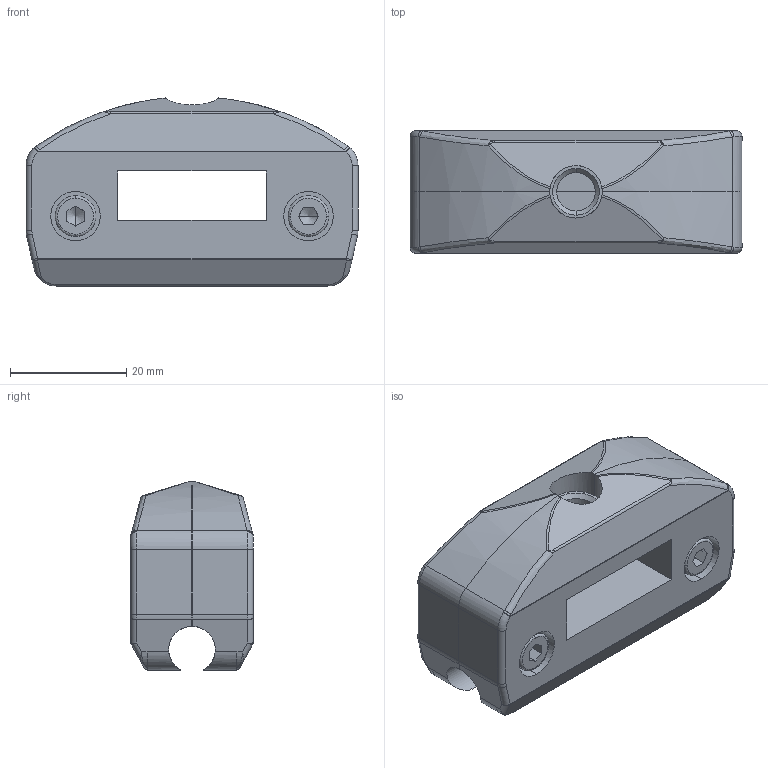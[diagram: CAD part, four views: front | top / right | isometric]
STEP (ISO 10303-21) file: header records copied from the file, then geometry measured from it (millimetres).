
FILE_DESCRIPTION (( 'STEP AP214' ), '1' );
FILE_NAME ('Rexnord-S0159-69120.STEP', '2019-03-07T07:47:36', ( '' ), ( '' ), 'SwSTEP 2.0', 'SolidWorks 2019', '' );
FILE_SCHEMA (( 'AUTOMOTIVE_DESIGN' ));
Length unit declared in the file: millimetre
Products named in the file (5): S0159_1_69120; Rexnord-S0159-69120; NUT; M8 NUT; M4-16
Assembly tree (6 placements, depth 2):
  Rexnord-S0159-69120
    S0159_1_69120
    NUT  x2
    M4-16  x2
    M8 NUT
Bounding box: 57 x 21 x 32.28 mm (x, y, z)
Volume: 24534.8 mm3; surface area: 12895.1 mm2
Topology: 7 solids, 7 shells, 284 faces, 684 edges, 402 vertices
Faces by surface type: plane 96, cylinder 70, cone 62, bspline 48, torus 8
Entity records: 8320 total; most frequent: CARTESIAN_POINT 2561, ORIENTED_EDGE 1122, DIRECTION 962, EDGE_CURVE 561, AXIS2_PLACEMENT_3D 366, VERTEX_POINT 340, EDGE_LOOP 259, ADVANCED_FACE 237
